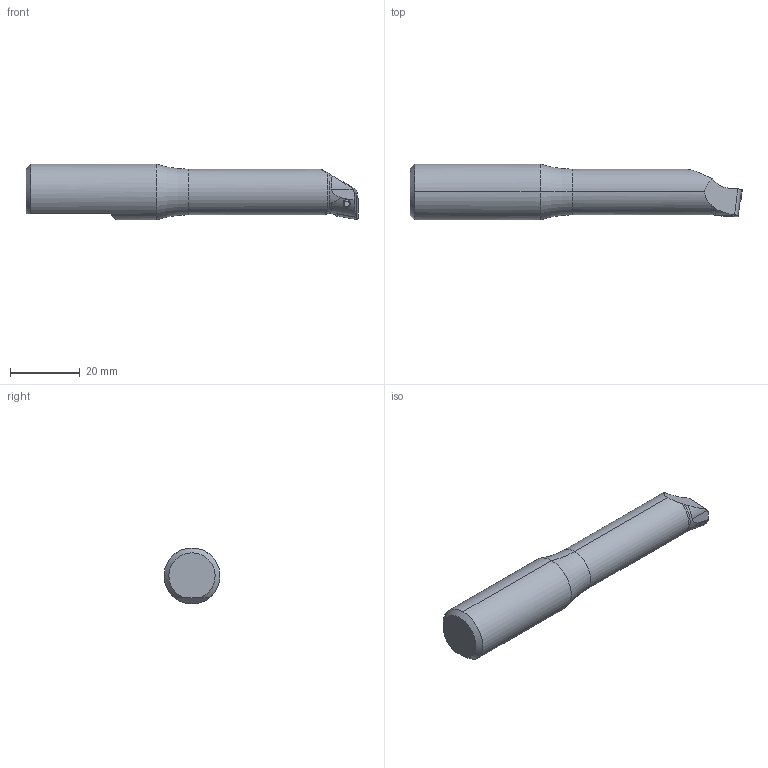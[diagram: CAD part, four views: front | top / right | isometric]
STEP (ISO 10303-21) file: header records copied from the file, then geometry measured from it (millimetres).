
FILE_DESCRIPTION (( 'STEP AP214' ), '1' );
FILE_NAME ('270.016.006.STEP', '2025-02-20T15:21:08', ( '' ), ( '' ), 'SwSTEP 2.0', 'SolidWorks 2022', '' );
FILE_SCHEMA (( 'AUTOMOTIVE_DESIGN' ));
Length unit declared in the file: millimetre
Products named in the file (4): B16-WCA.001.095_A; CCMT060204; WCA-ER2.001.006_A; 270.016.006
Assembly tree (3 placements, depth 2):
  270.016.006
    B16-WCA.001.095_A
    CCMT060204
    WCA-ER2.001.006_A
Bounding box: 95 x 16 x 16 mm (x, y, z)
Volume: 14098.6 mm3; surface area: 4597.5 mm2
Topology: 3 solids, 3 shells, 115 faces, 287 edges, 175 vertices
Faces by surface type: cylinder 35, plane 29, cone 24, bspline 13, torus 12, sphere 2
Entity records: 3968 total; most frequent: CARTESIAN_POINT 1213, ORIENTED_EDGE 566, DIRECTION 511, EDGE_CURVE 283, AXIS2_PLACEMENT_3D 203, VERTEX_POINT 175, EDGE_LOOP 120, FACE_OUTER_BOUND 115
